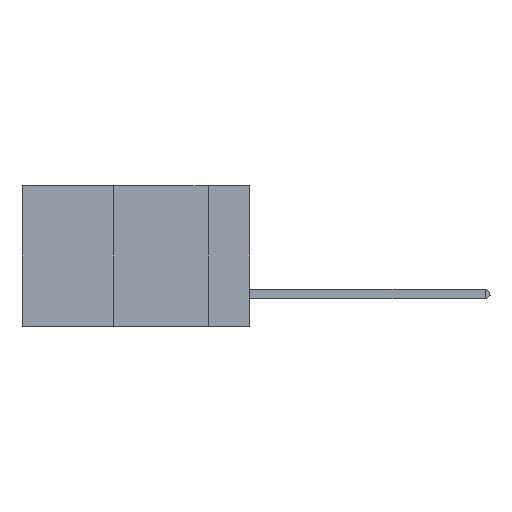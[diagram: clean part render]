
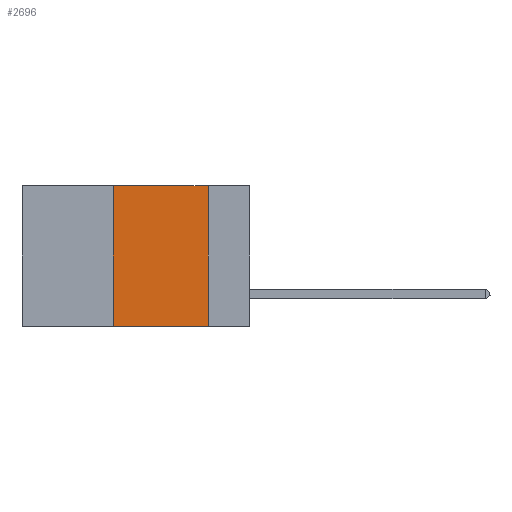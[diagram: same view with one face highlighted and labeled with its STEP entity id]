
A CAD part, left-side view. The second image highlights one B-rep face of the part: STEP entity #2696.
In plain terms, the highlighted planar face has unit normal (-1, 0, 0).
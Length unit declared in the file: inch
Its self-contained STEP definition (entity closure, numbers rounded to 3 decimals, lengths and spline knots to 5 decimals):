
#384 = VERTEX_POINT ( 'NONE', #7582 ) ;
#950 = ORIENTED_EDGE ( 'NONE', *, *, #8109, .F. ) ;
#1712 = VERTEX_POINT ( 'NONE', #16505 ) ;
#1820 = EDGE_LOOP ( 'NONE', ( #9955, #950, #1934, #9678 ) ) ;
#1934 = ORIENTED_EDGE ( 'NONE', *, *, #11736, .F. ) ;
#2696 = ADVANCED_FACE ( 'NONE', ( #17452 ), #18294, .F. ) ;
#3032 = DIRECTION ( 'NONE',  ( 0., -1., 0. ) ) ;
#5049 = CARTESIAN_POINT ( 'NONE',  ( 0., 0.6, -0.37 ) ) ;
#5186 = DIRECTION ( 'NONE',  ( 0., -1., 0. ) ) ;
#5422 = VECTOR ( 'NONE', #5186, 39.37008 ) ;
#6048 = VECTOR ( 'NONE', #3032, 39.37008 ) ;
#7565 = VECTOR ( 'NONE', #13142, 39.37008 ) ;
#7582 = CARTESIAN_POINT ( 'NONE',  ( 0., 0.36, -0.37 ) ) ;
#7713 = CARTESIAN_POINT ( 'NONE',  ( 0., 0.11, 0. ) ) ;
#8109 = EDGE_CURVE ( 'NONE', #18174, #13392, #18275, .T. ) ;
#9213 = EDGE_CURVE ( 'NONE', #384, #1712, #9729, .T. ) ;
#9458 = CARTESIAN_POINT ( 'NONE',  ( 0., 0.36, 0. ) ) ;
#9678 = ORIENTED_EDGE ( 'NONE', *, *, #9213, .T. ) ;
#9729 = LINE ( 'NONE', #5049, #6048 ) ;
#9740 = CARTESIAN_POINT ( 'NONE',  ( 0., 0.6, 0. ) ) ;
#9822 = DIRECTION ( 'NONE',  ( 1., 0., 0. ) ) ;
#9955 = ORIENTED_EDGE ( 'NONE', *, *, #15773, .F. ) ;
#10638 = LINE ( 'NONE', #7713, #7565 ) ;
#11616 = DIRECTION ( 'NONE',  ( 0., 0., -1. ) ) ;
#11736 = EDGE_CURVE ( 'NONE', #384, #18174, #19616, .T. ) ;
#11742 = CARTESIAN_POINT ( 'NONE',  ( 0., 0.11, 0. ) ) ;
#13142 = DIRECTION ( 'NONE',  ( 0., 0., -1. ) ) ;
#13392 = VERTEX_POINT ( 'NONE', #11742 ) ;
#13728 = CARTESIAN_POINT ( 'NONE',  ( 0., 0.6, 0. ) ) ;
#14888 = VECTOR ( 'NONE', #21029, 39.37008 ) ;
#15773 = EDGE_CURVE ( 'NONE', #13392, #1712, #10638, .T. ) ;
#16505 = CARTESIAN_POINT ( 'NONE',  ( 0., 0.11, -0.37 ) ) ;
#17452 = FACE_OUTER_BOUND ( 'NONE', #1820, .T. ) ;
#18174 = VERTEX_POINT ( 'NONE', #9458 ) ;
#18275 = LINE ( 'NONE', #13728, #5422 ) ;
#18294 = PLANE ( 'NONE',  #21770 ) ;
#19616 = LINE ( 'NONE', #20799, #14888 ) ;
#20799 = CARTESIAN_POINT ( 'NONE',  ( 0., 0.36, 0. ) ) ;
#21029 = DIRECTION ( 'NONE',  ( 0., 0., 1. ) ) ;
#21770 = AXIS2_PLACEMENT_3D ( 'NONE', #9740, #9822, #11616 ) ;
